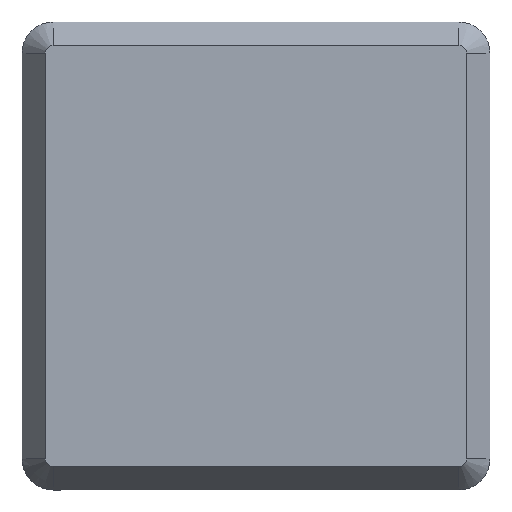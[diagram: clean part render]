
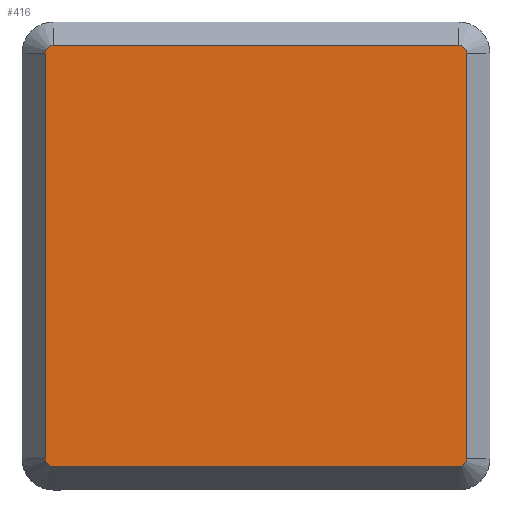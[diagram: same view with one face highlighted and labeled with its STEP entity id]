
A CAD part, top view. The second image highlights one B-rep face of the part: STEP entity #416.
In plain terms, the highlighted planar face has unit normal (0, 0, 1).
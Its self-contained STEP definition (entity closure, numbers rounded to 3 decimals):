
#24=CIRCLE('',#448,0.5);
#26=CIRCLE('',#451,0.5);
#28=CIRCLE('',#456,0.5);
#30=CIRCLE('',#459,0.5);
#60=FACE_OUTER_BOUND('',#85,.T.);
#85=EDGE_LOOP('',(#345,#346,#347,#348,#349,#350,#351,#352));
#106=LINE('',#640,#148);
#111=LINE('',#658,#153);
#115=LINE('',#666,#157);
#119=LINE('',#681,#161);
#148=VECTOR('',#514,10.);
#153=VECTOR('',#533,10.);
#157=VECTOR('',#539,10.);
#161=VECTOR('',#557,10.);
#188=VERTEX_POINT('',#637);
#189=VERTEX_POINT('',#639);
#191=VERTEX_POINT('',#645);
#194=VERTEX_POINT('',#652);
#195=VERTEX_POINT('',#657);
#198=VERTEX_POINT('',#664);
#199=VERTEX_POINT('',#669);
#202=VERTEX_POINT('',#676);
#228=EDGE_CURVE('',#188,#189,#106,.T.);
#231=EDGE_CURVE('',#189,#191,#24,.T.);
#235=EDGE_CURVE('',#194,#188,#26,.T.);
#237=EDGE_CURVE('',#191,#195,#111,.T.);
#241=EDGE_CURVE('',#198,#194,#115,.T.);
#243=EDGE_CURVE('',#195,#199,#28,.T.);
#247=EDGE_CURVE('',#202,#198,#30,.T.);
#249=EDGE_CURVE('',#199,#202,#119,.T.);
#345=ORIENTED_EDGE('',*,*,#228,.F.);
#346=ORIENTED_EDGE('',*,*,#235,.F.);
#347=ORIENTED_EDGE('',*,*,#241,.F.);
#348=ORIENTED_EDGE('',*,*,#247,.F.);
#349=ORIENTED_EDGE('',*,*,#249,.F.);
#350=ORIENTED_EDGE('',*,*,#243,.F.);
#351=ORIENTED_EDGE('',*,*,#237,.F.);
#352=ORIENTED_EDGE('',*,*,#231,.F.);
#393=PLANE('',#468);
#416=ADVANCED_FACE('',(#60),#393,.T.);
#448=AXIS2_PLACEMENT_3D('',#646,#519,#520);
#451=AXIS2_PLACEMENT_3D('',#654,#527,#528);
#456=AXIS2_PLACEMENT_3D('',#670,#543,#544);
#459=AXIS2_PLACEMENT_3D('',#678,#551,#552);
#468=AXIS2_PLACEMENT_3D('',#702,#579,#580);
#514=DIRECTION('',(0.,-1.,0.));
#519=DIRECTION('center_axis',(0.,0.,-1.));
#520=DIRECTION('ref_axis',(0.,-1.,0.));
#527=DIRECTION('center_axis',(0.,0.,-1.));
#528=DIRECTION('ref_axis',(1.,0.,0.));
#533=DIRECTION('',(-1.,0.,0.));
#539=DIRECTION('',(1.,0.,0.));
#543=DIRECTION('center_axis',(0.,0.,-1.));
#544=DIRECTION('ref_axis',(-1.,0.,0.));
#551=DIRECTION('center_axis',(0.,0.,-1.));
#552=DIRECTION('ref_axis',(0.,1.,0.));
#557=DIRECTION('',(0.,1.,0.));
#579=DIRECTION('center_axis',(0.,0.,1.));
#580=DIRECTION('ref_axis',(1.,0.,0.));
#637=CARTESIAN_POINT('',(13.5,13.,3.));
#639=CARTESIAN_POINT('',(13.5,-13.,3.));
#640=CARTESIAN_POINT('',(13.5,-6.5,3.));
#645=CARTESIAN_POINT('',(13.,-13.5,3.));
#646=CARTESIAN_POINT('Origin',(13.,-13.,3.));
#652=CARTESIAN_POINT('',(13.,13.5,3.));
#654=CARTESIAN_POINT('Origin',(13.,13.,3.));
#657=CARTESIAN_POINT('',(-13.,-13.5,3.));
#658=CARTESIAN_POINT('',(-6.5,-13.5,3.));
#664=CARTESIAN_POINT('',(-13.,13.5,3.));
#666=CARTESIAN_POINT('',(6.5,13.5,3.));
#669=CARTESIAN_POINT('',(-13.5,-13.,3.));
#670=CARTESIAN_POINT('Origin',(-13.,-13.,3.));
#676=CARTESIAN_POINT('',(-13.5,13.,3.));
#678=CARTESIAN_POINT('Origin',(-13.,13.,3.));
#681=CARTESIAN_POINT('',(-13.5,6.5,3.));
#702=CARTESIAN_POINT('Origin',(0.,0.,3.));
